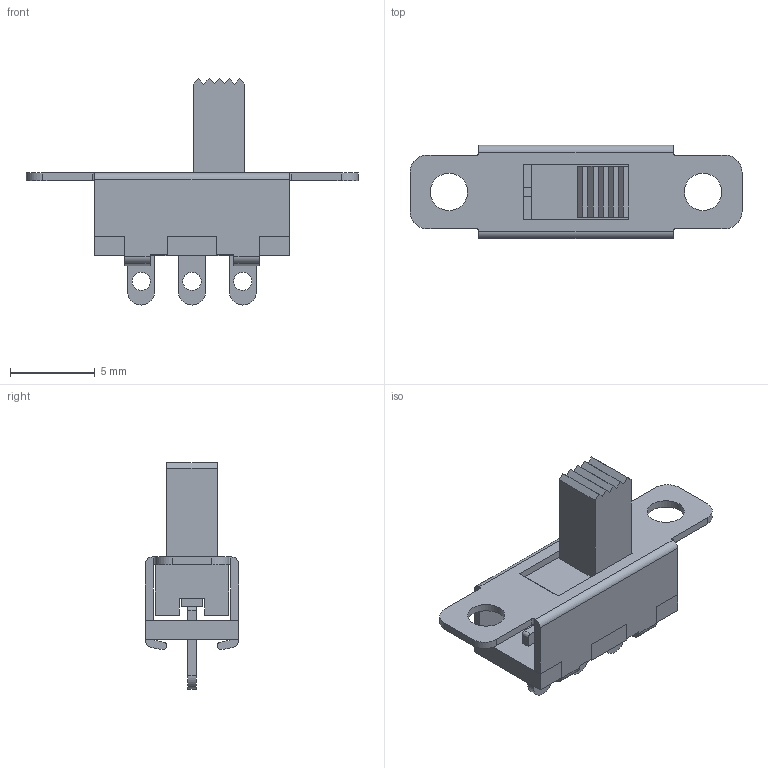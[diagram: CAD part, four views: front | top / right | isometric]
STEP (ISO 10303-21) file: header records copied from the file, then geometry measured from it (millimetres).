
FILE_DESCRIPTION(/* description */ (''),/* implementation_level */ '2;1');
FILE_NAME(/* name */ 'SPDT Mini-3Posiciones.step',/* time_stamp */ '2019-11-26T17:29:43-05:00',/* author */ (''),/* organization */ (''),/* preprocessor_version */ 'ST-DEVELOPER v18',/* originating_system */ 'Autodesk Translation Framework v8.12.0.6',/* authorisation */ '');
FILE_SCHEMA (('AUTOMOTIVE_DESIGN { 1 0 10303 214 3 1 1 }'));
Length unit declared in the file: millimetre
Products named in the file (5): SPDT Mini-3Posiciones; switch plate 2; switch pin 2; switch body 2; switch head 2
Assembly tree (6 placements, depth 2):
  SPDT Mini-3Posiciones
    switch plate 2
    switch pin 2  x3
    switch body 2
    switch head 2
Bounding box: 19.6 x 5.5 x 13.35 mm (x, y, z)
Volume: 300.8 mm3; surface area: 853.9 mm2
Topology: 6 solids, 6 shells, 178 faces, 494 edges, 330 vertices
Faces by surface type: plane 132, cylinder 46
Full cylindrical faces by diameter (mm): 1.08 x3, 2.2 x2
Entity records: 5463 total; most frequent: CARTESIAN_POINT 1229, ORIENTED_EDGE 848, DIRECTION 824, EDGE_CURVE 424, LINE 342, VECTOR 342, VERTEX_POINT 282, AXIS2_PLACEMENT_3D 241
